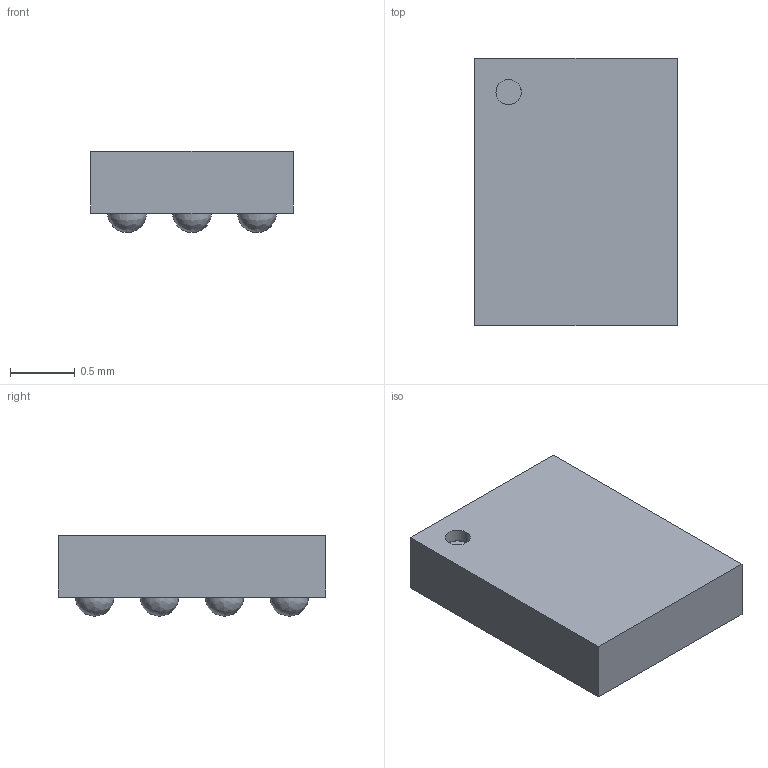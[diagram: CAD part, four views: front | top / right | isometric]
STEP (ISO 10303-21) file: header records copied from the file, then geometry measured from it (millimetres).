
FILE_DESCRIPTION (( 'STEP AP214' ), '1' );
FILE_NAME ('User Library-BGA12C50P3X4_156X206X62.STEP', '2024-06-07T16:31:05', ( '' ), ( '' ), 'SwSTEP 2.0', 'SolidWorks 2022', '' );
FILE_SCHEMA (( 'AUTOMOTIVE_DESIGN' ));
Length unit declared in the file: millimetre
Products named in the file (6): Open_CASCADE_STEP_translator_6.8_1.1; ball; Body; User Library-BGA12C50P3X4_156X206X62; 6032940992; Open_CASCADE_STEP_translator_6.8_1.2.1
Assembly tree (16 placements, depth 4):
  User Library-BGA12C50P3X4_156X206X62
    6032940992
      Open_CASCADE_STEP_translator_6.8_1.1
      Body
        Open_CASCADE_STEP_translator_6.8_1.2.1
      ball  x12
Bounding box: 1.56 x 2.06 x 0.62 mm (x, y, z)
Volume: 1.7 mm3; surface area: 13.4 mm2
Topology: 13 solids, 14 shells, 34 faces, 92 edges, 38 vertices
Faces by surface type: bspline 24, plane 8, cylinder 2
Entity records: 742 total; most frequent: CARTESIAN_POINT 114, DIRECTION 90, ORIENTED_EDGE 42, AXIS2_PLACEMENT_3D 38, PRODUCT_DEFINITION_SHAPE 22, EDGE_CURVE 22, UNCERTAINTY_MEASURE_WITH_UNIT 22, VERTEX_POINT 16
